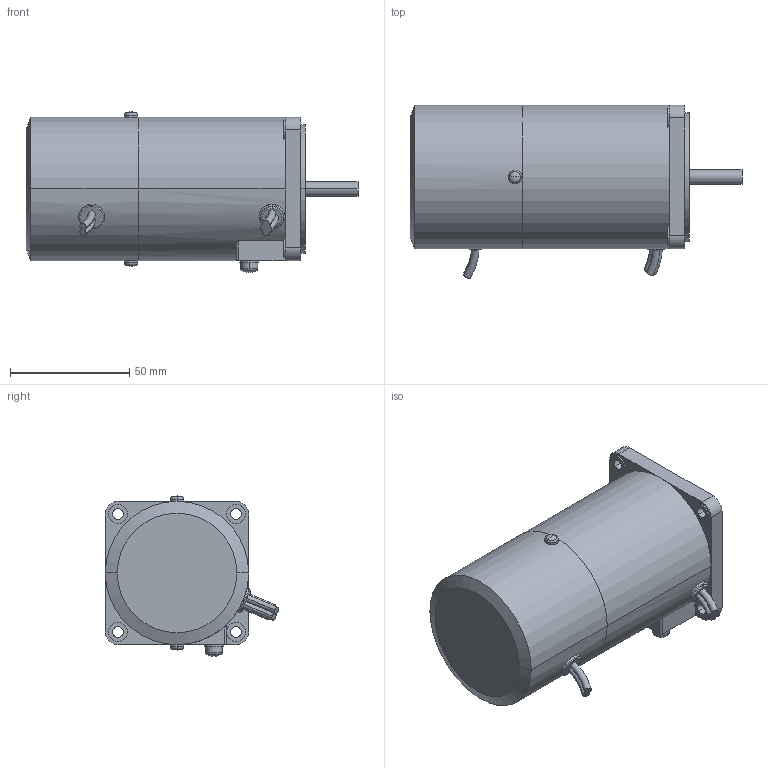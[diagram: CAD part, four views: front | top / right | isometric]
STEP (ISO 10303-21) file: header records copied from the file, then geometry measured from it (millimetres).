
FILE_DESCRIPTION( ( '' ), '1' );
FILE_NAME( '2RK6A-M.stp', '2008-07-10T11:24:30', ( '' ), ( '' ), ' ', ' ', ' ' );
FILE_SCHEMA( ( 'CONFIG_CONTROL_DESIGN' ) );
Length unit declared in the file: millimetre
Products named in the file (1): 1
Bounding box: 139 x 72.55 x 67.32 mm (x, y, z)
Volume: 334814.4 mm3; surface area: 31307.2 mm2
Topology: 1 solids, 1 shells, 157 faces, 408 edges, 267 vertices
Faces by surface type: cylinder 72, plane 49, torus 34, cone 2
Entity records: 5267 total; most frequent: CARTESIAN_POINT 1198, DIRECTION 923, ORIENTED_EDGE 808, EDGE_CURVE 404, AXIS2_PLACEMENT_3D 388, VERTEX_POINT 267, CIRCLE 230, EDGE_LOOP 183
